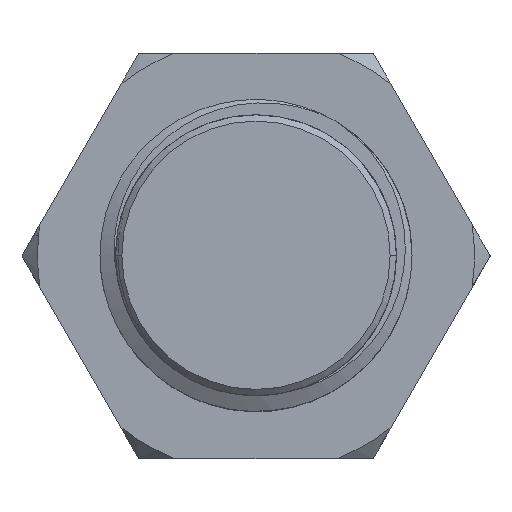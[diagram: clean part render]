
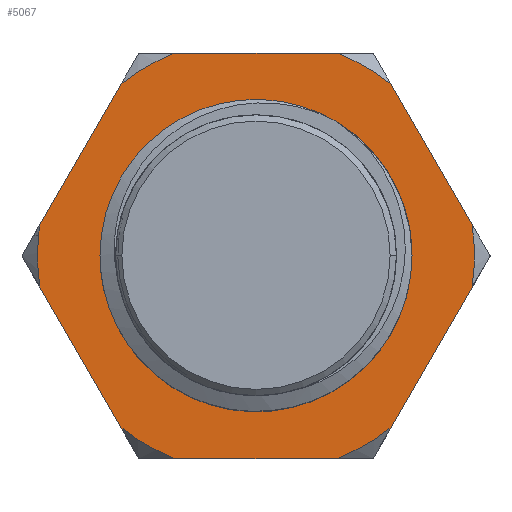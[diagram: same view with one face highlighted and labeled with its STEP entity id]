
A CAD part, top view. The second image highlights one B-rep face of the part: STEP entity #5067.
In plain terms, the highlighted planar face has unit normal (0, 0, 1).
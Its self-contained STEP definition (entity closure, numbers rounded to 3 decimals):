
#119 = CARTESIAN_POINT ( 'NONE',  ( -4.813, 5.083, 2.5 ) ) ;
#305 = FACE_OUTER_BOUND ( 'NONE', #9227, .T. ) ;
#569 = EDGE_CURVE ( 'NONE', #4767, #972, #6900, .T. ) ;
#636 = DIRECTION ( 'NONE',  ( -0.996, -0.091, 0. ) ) ;
#667 = AXIS2_PLACEMENT_3D ( 'NONE', #1592, #6694, #2293 ) ;
#680 = CARTESIAN_POINT ( 'NONE',  ( 0., 0., 2.5 ) ) ;
#765 = VERTEX_POINT ( 'NONE', #4301 ) ;
#785 = EDGE_CURVE ( 'NONE', #5029, #5789, #4302, .T. ) ;
#875 = FACE_BOUND ( 'NONE', #9280, .T. ) ;
#950 = EDGE_CURVE ( 'NONE', #972, #4767, #2470, .T. ) ;
#972 = VERTEX_POINT ( 'NONE', #6844 ) ;
#999 = CARTESIAN_POINT ( 'NONE',  ( 0., 0., 2.5 ) ) ;
#1002 = ORIENTED_EDGE ( 'NONE', *, *, #2108, .T. ) ;
#1043 = DIRECTION ( 'NONE',  ( -1., 0., 0. ) ) ;
#1068 = LINE ( 'NONE', #8787, #1291 ) ;
#1203 = VECTOR ( 'NONE', #4583, 1000. ) ;
#1207 = CARTESIAN_POINT ( 'NONE',  ( -7., 0., 2.5 ) ) ;
#1237 = EDGE_CURVE ( 'NONE', #4509, #3725, #1328, .T. ) ;
#1291 = VECTOR ( 'NONE', #1390, 1000. ) ;
#1295 = DIRECTION ( 'NONE',  ( 1., 0., 0. ) ) ;
#1314 = DIRECTION ( 'NONE',  ( 1., 0., 0. ) ) ;
#1328 = LINE ( 'NONE', #1467, #3164 ) ;
#1347 = ORIENTED_EDGE ( 'NONE', *, *, #8085, .T. ) ;
#1390 = DIRECTION ( 'NONE',  ( 0.419, 0.908, 0. ) ) ;
#1438 = ORIENTED_EDGE ( 'NONE', *, *, #2949, .T. ) ;
#1467 = CARTESIAN_POINT ( 'NONE',  ( 3.145, 6.815, 2.5 ) ) ;
#1558 = EDGE_CURVE ( 'NONE', #765, #7101, #2242, .T. ) ;
#1592 = CARTESIAN_POINT ( 'NONE',  ( 0., 0., 2.5 ) ) ;
#1720 = CIRCLE ( 'NONE', #6840, 7. ) ;
#1902 = ORIENTED_EDGE ( 'NONE', *, *, #1237, .T. ) ;
#2029 = DIRECTION ( 'NONE',  ( 0., 0., 1. ) ) ;
#2101 = VECTOR ( 'NONE', #8697, 1000. ) ;
#2108 = EDGE_CURVE ( 'NONE', #5789, #4625, #1068, .T. ) ;
#2133 = DIRECTION ( 'NONE',  ( 0., 0., 1. ) ) ;
#2149 = CARTESIAN_POINT ( 'NONE',  ( 0., 0., 2.5 ) ) ;
#2242 = CIRCLE ( 'NONE', #7543, 7. ) ;
#2243 = ORIENTED_EDGE ( 'NONE', *, *, #6962, .T. ) ;
#2282 = AXIS2_PLACEMENT_3D ( 'NONE', #5911, #6399, #1295 ) ;
#2293 = DIRECTION ( 'NONE',  ( 1., 0., 0. ) ) ;
#2422 = EDGE_CURVE ( 'NONE', #7101, #5029, #3935, .T. ) ;
#2470 = CIRCLE ( 'NONE', #8485, 4.25 ) ;
#2567 = VECTOR ( 'NONE', #6447, 1000. ) ;
#2800 = DIRECTION ( 'NONE',  ( 1., 0., 0. ) ) ;
#2857 = CARTESIAN_POINT ( 'NONE',  ( 0., 0., 2.5 ) ) ;
#2949 = EDGE_CURVE ( 'NONE', #6769, #765, #4621, .T. ) ;
#2960 = DIRECTION ( 'NONE',  ( 0., 0., 1. ) ) ;
#2982 = CIRCLE ( 'NONE', #4566, 7. ) ;
#2992 = DIRECTION ( 'NONE',  ( 1., 0., 0. ) ) ;
#3082 = ORIENTED_EDGE ( 'NONE', *, *, #2422, .T. ) ;
#3164 = VECTOR ( 'NONE', #636, 1000. ) ;
#3408 = AXIS2_PLACEMENT_3D ( 'NONE', #3476, #8577, #9327 ) ;
#3424 = CARTESIAN_POINT ( 'NONE',  ( 6.808, 1.627, 2.5 ) ) ;
#3476 = CARTESIAN_POINT ( 'NONE',  ( 0., 0., 2.5 ) ) ;
#3512 = VERTEX_POINT ( 'NONE', #4265 ) ;
#3602 = DIRECTION ( 'NONE',  ( 0., 0., -1. ) ) ;
#3696 = VERTEX_POINT ( 'NONE', #119 ) ;
#3720 = CARTESIAN_POINT ( 'NONE',  ( -6.99, 0.365, 2.5 ) ) ;
#3725 = VERTEX_POINT ( 'NONE', #5881 ) ;
#3798 = CARTESIAN_POINT ( 'NONE',  ( 1.995, 6.71, 2.5 ) ) ;
#3875 = PLANE ( 'NONE',  #7928 ) ;
#3935 = LINE ( 'NONE', #3975, #7554 ) ;
#3975 = CARTESIAN_POINT ( 'NONE',  ( -3.145, -6.815, 2.5 ) ) ;
#4063 = ORIENTED_EDGE ( 'NONE', *, *, #1558, .T. ) ;
#4181 = EDGE_CURVE ( 'NONE', #3696, #5264, #8604, .T. ) ;
#4183 = DIRECTION ( 'NONE',  ( -1., 0., 0. ) ) ;
#4190 = CARTESIAN_POINT ( 'NONE',  ( 4.813, -5.083, 2.5 ) ) ;
#4265 = CARTESIAN_POINT ( 'NONE',  ( 3.811, 5.872, 2.5 ) ) ;
#4301 = CARTESIAN_POINT ( 'NONE',  ( -3.811, -5.872, 2.5 ) ) ;
#4302 = CIRCLE ( 'NONE', #667, 7. ) ;
#4509 = VERTEX_POINT ( 'NONE', #3798 ) ;
#4510 = LINE ( 'NONE', #6012, #1203 ) ;
#4524 = CARTESIAN_POINT ( 'NONE',  ( 0., 0., 2.5 ) ) ;
#4566 = AXIS2_PLACEMENT_3D ( 'NONE', #2149, #2029, #6434 ) ;
#4583 = DIRECTION ( 'NONE',  ( -0.577, 0.817, 0. ) ) ;
#4621 = LINE ( 'NONE', #5013, #2567 ) ;
#4625 = VERTEX_POINT ( 'NONE', #7032 ) ;
#4767 = VERTEX_POINT ( 'NONE', #4822 ) ;
#4780 = EDGE_CURVE ( 'NONE', #4625, #6834, #6875, .T. ) ;
#4822 = CARTESIAN_POINT ( 'NONE',  ( -4.25, 0., 2.5 ) ) ;
#4893 = CIRCLE ( 'NONE', #3408, 7. ) ;
#4977 = ORIENTED_EDGE ( 'NONE', *, *, #4181, .T. ) ;
#5013 = CARTESIAN_POINT ( 'NONE',  ( -7.474, -0.684, 2.5 ) ) ;
#5014 = CARTESIAN_POINT ( 'NONE',  ( 0., 0., 2.5 ) ) ;
#5029 = VERTEX_POINT ( 'NONE', #8231 ) ;
#5067 = ADVANCED_FACE ( 'NONE', ( #875, #305 ), #3875, .T. ) ;
#5078 = EDGE_CURVE ( 'NONE', #6834, #3512, #4510, .T. ) ;
#5122 = ORIENTED_EDGE ( 'NONE', *, *, #569, .T. ) ;
#5264 = VERTEX_POINT ( 'NONE', #3720 ) ;
#5315 = AXIS2_PLACEMENT_3D ( 'NONE', #4524, #2960, #2992 ) ;
#5398 = ORIENTED_EDGE ( 'NONE', *, *, #950, .T. ) ;
#5670 = ORIENTED_EDGE ( 'NONE', *, *, #6488, .T. ) ;
#5789 = VERTEX_POINT ( 'NONE', #4190 ) ;
#5881 = CARTESIAN_POINT ( 'NONE',  ( -3.179, 6.236, 2.5 ) ) ;
#5911 = CARTESIAN_POINT ( 'NONE',  ( 0., 0., 2.5 ) ) ;
#6012 = CARTESIAN_POINT ( 'NONE',  ( 7.474, 0.684, 2.5 ) ) ;
#6068 = DIRECTION ( 'NONE',  ( 0., 0., 1. ) ) ;
#6091 = CARTESIAN_POINT ( 'NONE',  ( 0., 0., 2.5 ) ) ;
#6145 = CARTESIAN_POINT ( 'NONE',  ( -6.808, -1.627, 2.5 ) ) ;
#6342 = VERTEX_POINT ( 'NONE', #1207 ) ;
#6399 = DIRECTION ( 'NONE',  ( 0., 0., 1. ) ) ;
#6434 = DIRECTION ( 'NONE',  ( 1., 0., 0. ) ) ;
#6447 = DIRECTION ( 'NONE',  ( 0.577, -0.817, 0. ) ) ;
#6488 = EDGE_CURVE ( 'NONE', #5264, #6342, #7911, .T. ) ;
#6559 = CARTESIAN_POINT ( 'NONE',  ( -1.995, -6.71, 2.5 ) ) ;
#6598 = ORIENTED_EDGE ( 'NONE', *, *, #5078, .T. ) ;
#6694 = DIRECTION ( 'NONE',  ( 0., 0., 1. ) ) ;
#6769 = VERTEX_POINT ( 'NONE', #6145 ) ;
#6834 = VERTEX_POINT ( 'NONE', #3424 ) ;
#6840 = AXIS2_PLACEMENT_3D ( 'NONE', #680, #7837, #1314 ) ;
#6844 = CARTESIAN_POINT ( 'NONE',  ( 4.25, 0., 2.5 ) ) ;
#6875 = CIRCLE ( 'NONE', #5315, 7. ) ;
#6900 = CIRCLE ( 'NONE', #6982, 4.25 ) ;
#6962 = EDGE_CURVE ( 'NONE', #6342, #6769, #2982, .T. ) ;
#6982 = AXIS2_PLACEMENT_3D ( 'NONE', #2857, #3602, #4183 ) ;
#7032 = CARTESIAN_POINT ( 'NONE',  ( 6.99, -0.365, 2.5 ) ) ;
#7101 = VERTEX_POINT ( 'NONE', #6559 ) ;
#7543 = AXIS2_PLACEMENT_3D ( 'NONE', #5014, #2133, #2800 ) ;
#7554 = VECTOR ( 'NONE', #9005, 1000. ) ;
#7623 = EDGE_CURVE ( 'NONE', #3512, #4509, #4893, .T. ) ;
#7663 = ORIENTED_EDGE ( 'NONE', *, *, #4780, .T. ) ;
#7837 = DIRECTION ( 'NONE',  ( 0., 0., 1. ) ) ;
#7911 = CIRCLE ( 'NONE', #2282, 7. ) ;
#7928 = AXIS2_PLACEMENT_3D ( 'NONE', #999, #6068, #8969 ) ;
#8085 = EDGE_CURVE ( 'NONE', #3725, #3696, #1720, .T. ) ;
#8231 = CARTESIAN_POINT ( 'NONE',  ( 3.179, -6.236, 2.5 ) ) ;
#8485 = AXIS2_PLACEMENT_3D ( 'NONE', #6091, #8989, #1043 ) ;
#8569 = CARTESIAN_POINT ( 'NONE',  ( -4.329, 6.131, 2.5 ) ) ;
#8577 = DIRECTION ( 'NONE',  ( 0., 0., 1. ) ) ;
#8604 = LINE ( 'NONE', #8569, #2101 ) ;
#8697 = DIRECTION ( 'NONE',  ( -0.419, -0.908, 0. ) ) ;
#8787 = CARTESIAN_POINT ( 'NONE',  ( 4.329, -6.131, 2.5 ) ) ;
#8947 = ORIENTED_EDGE ( 'NONE', *, *, #7623, .T. ) ;
#8969 = DIRECTION ( 'NONE',  ( 1., 0., 0. ) ) ;
#8989 = DIRECTION ( 'NONE',  ( 0., 0., -1. ) ) ;
#9005 = DIRECTION ( 'NONE',  ( 0.996, 0.091, 0. ) ) ;
#9227 = EDGE_LOOP ( 'NONE', ( #7663, #6598, #8947, #1902, #1347, #4977, #5670, #2243, #1438, #4063, #3082, #9384, #1002 ) ) ;
#9280 = EDGE_LOOP ( 'NONE', ( #5122, #5398 ) ) ;
#9327 = DIRECTION ( 'NONE',  ( 1., 0., 0. ) ) ;
#9384 = ORIENTED_EDGE ( 'NONE', *, *, #785, .T. ) ;
